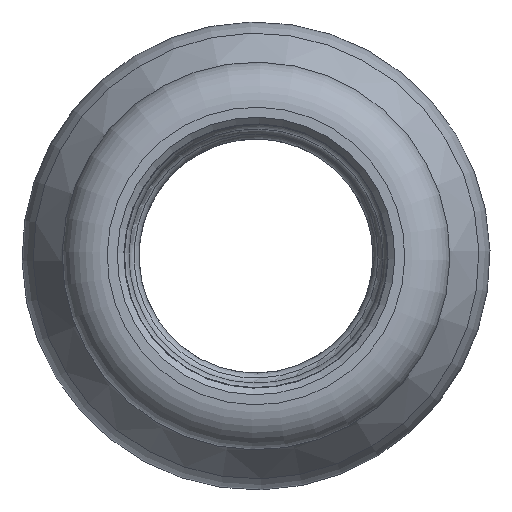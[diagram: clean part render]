
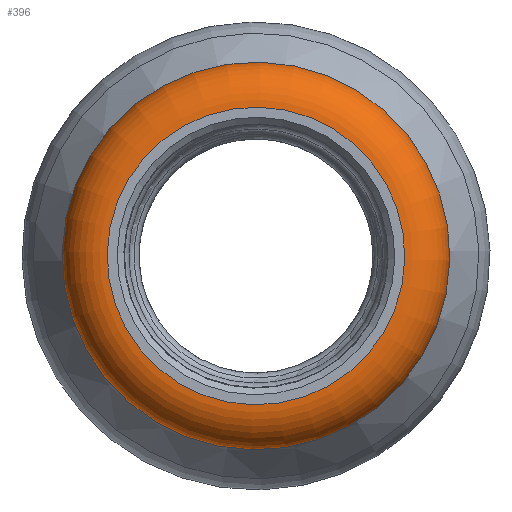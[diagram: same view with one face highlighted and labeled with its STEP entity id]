
A CAD part, left-side view. The second image highlights one B-rep face of the part: STEP entity #396.
In plain terms, the highlighted toroidal (fillet/blend) face has major radius 8.9 mm and minor radius 2.7 mm.
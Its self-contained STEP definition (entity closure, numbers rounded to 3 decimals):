
#75=FACE_OUTER_BOUND('',#102,.T.);
#102=EDGE_LOOP('',(#302,#303,#304,#305));
#139=CIRCLE('',#469,11.112);
#141=CIRCLE('',#473,8.9);
#142=CIRCLE('',#474,2.7);
#174=VERTEX_POINT('',#711);
#175=VERTEX_POINT('',#717);
#217=EDGE_CURVE('',#174,#174,#139,.T.);
#220=EDGE_CURVE('',#175,#175,#141,.T.);
#221=EDGE_CURVE('',#175,#174,#142,.T.);
#302=ORIENTED_EDGE('',*,*,#220,.F.);
#303=ORIENTED_EDGE('',*,*,#221,.T.);
#304=ORIENTED_EDGE('',*,*,#217,.T.);
#305=ORIENTED_EDGE('',*,*,#221,.F.);
#349=TOROIDAL_SURFACE('',#472,8.9,2.7);
#396=ADVANCED_FACE('',(#75),#349,.T.);
#469=AXIS2_PLACEMENT_3D('',#712,#585,#586);
#472=AXIS2_PLACEMENT_3D('',#716,#592,#593);
#473=AXIS2_PLACEMENT_3D('',#718,#594,#595);
#474=AXIS2_PLACEMENT_3D('',#719,#596,#597);
#585=DIRECTION('center_axis',(-1.,0.,0.));
#586=DIRECTION('ref_axis',(0.,1.,0.));
#592=DIRECTION('center_axis',(-1.,0.,0.));
#593=DIRECTION('ref_axis',(0.,0.878,-0.479));
#594=DIRECTION('center_axis',(-1.,0.,0.));
#595=DIRECTION('ref_axis',(0.,1.,0.));
#596=DIRECTION('center_axis',(0.,0.479,0.878));
#597=DIRECTION('ref_axis',(0.,-0.878,0.479));
#711=CARTESIAN_POINT('',(-18.301,-9.751,5.327));
#712=CARTESIAN_POINT('Origin',(-18.301,0.,0.));
#716=CARTESIAN_POINT('Origin',(-19.85,0.,0.));
#717=CARTESIAN_POINT('',(-22.55,-7.81,4.267));
#718=CARTESIAN_POINT('Origin',(-22.55,0.,0.));
#719=CARTESIAN_POINT('Origin',(-19.85,-7.81,4.267));
